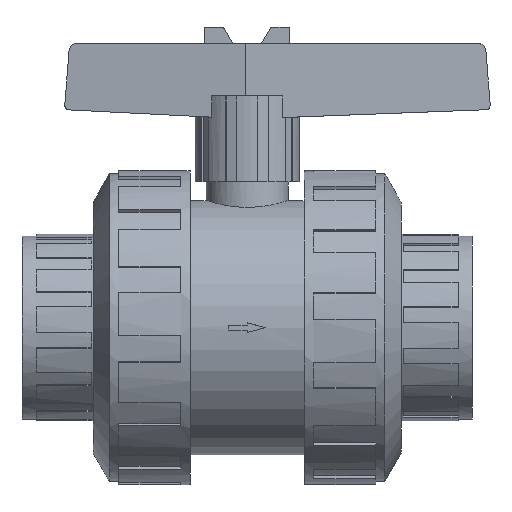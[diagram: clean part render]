
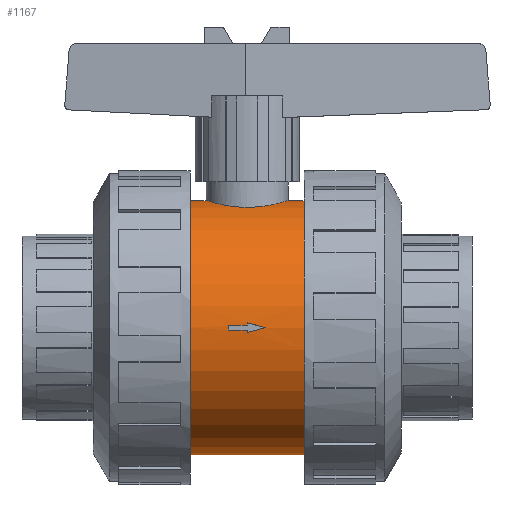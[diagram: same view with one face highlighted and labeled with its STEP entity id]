
A CAD part, front view. The second image highlights one B-rep face of the part: STEP entity #1167.
In plain terms, the highlighted cylindrical face has radius 34.02 mm (diameter 68.04 mm), a partial arc.
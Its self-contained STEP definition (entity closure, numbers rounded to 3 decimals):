
#1167=ADVANCED_FACE('',(#2353,#2354),#2355,.T.);
#2353=FACE_OUTER_BOUND('',#3542,.T.);
#2354=FACE_BOUND('',#3543,.T.);
#2355=CYLINDRICAL_SURFACE('',#3544,34.02);
#3542=EDGE_LOOP('',(#7194,#7195,#7196,#7197,#7198,#7199,#7200));
#3543=EDGE_LOOP('',(#7201,#7202,#7203,#7204,#7205,#7206,#7207));
#3544=AXIS2_PLACEMENT_3D('',#7208,#7209,#7210);
#7194=ORIENTED_EDGE('',*,*,#7292,.T.);
#7195=ORIENTED_EDGE('',*,*,#8718,.T.);
#7196=ORIENTED_EDGE('',*,*,#7295,.T.);
#7197=ORIENTED_EDGE('',*,*,#8719,.T.);
#7198=ORIENTED_EDGE('',*,*,#8720,.T.);
#7199=ORIENTED_EDGE('',*,*,#7294,.T.);
#7200=ORIENTED_EDGE('',*,*,#8721,.T.);
#7201=ORIENTED_EDGE('',*,*,#8702,.T.);
#7202=ORIENTED_EDGE('',*,*,#8691,.T.);
#7203=ORIENTED_EDGE('',*,*,#8680,.T.);
#7204=ORIENTED_EDGE('',*,*,#8667,.T.);
#7205=ORIENTED_EDGE('',*,*,#8672,.T.);
#7206=ORIENTED_EDGE('',*,*,#8684,.T.);
#7207=ORIENTED_EDGE('',*,*,#8695,.T.);
#7208=CARTESIAN_POINT('',(0.0,0.0,0.0));
#7209=DIRECTION('',(1.0,0.0,0.0));
#7210=DIRECTION('',(0.0,0.0,-1.0));
#7292=EDGE_CURVE('',#8774,#8775,#8776,.T.);
#7294=EDGE_CURVE('',#8754,#8777,#8779,.T.);
#7295=EDGE_CURVE('',#8780,#8751,#8781,.T.);
#8667=EDGE_CURVE('',#10819,#10820,#10821,.T.);
#8672=EDGE_CURVE('',#10820,#10828,#10829,.T.);
#8680=EDGE_CURVE('',#10840,#10819,#10841,.T.);
#8684=EDGE_CURVE('',#10828,#10846,#10847,.T.);
#8691=EDGE_CURVE('',#10856,#10840,#10857,.T.);
#8695=EDGE_CURVE('',#10846,#10862,#10863,.T.);
#8702=EDGE_CURVE('',#10862,#10856,#10872,.T.);
#8718=EDGE_CURVE('',#8775,#8780,#10891,.T.);
#8719=EDGE_CURVE('',#8751,#10892,#10893,.T.);
#8720=EDGE_CURVE('',#10892,#8754,#10894,.T.);
#8721=EDGE_CURVE('',#8777,#8774,#10895,.T.);
#8751=VERTEX_POINT('',#10929);
#8754=VERTEX_POINT('',#10933);
#8774=VERTEX_POINT('',#10989);
#8775=VERTEX_POINT('',#10990);
#8776=LINE('',#10991,#10992);
#8777=VERTEX_POINT('',#10993);
#8779=LINE('',#10995,#10996);
#8780=VERTEX_POINT('',#10997);
#8781=LINE('',#10998,#10999);
#10819=VERTEX_POINT('',#13711);
#10820=VERTEX_POINT('',#13712);
#10821=LINE('',#13713,#13714);
#10828=VERTEX_POINT('',#13724);
#10829=CIRCLE('',#13725,34.02);
#10840=VERTEX_POINT('',#13741);
#10841=CIRCLE('',#13742,34.02);
#10846=VERTEX_POINT('',#13749);
#10847=ELLIPSE('',#13750,133.608,34.02);
#10856=VERTEX_POINT('',#13763);
#10857=LINE('',#13764,#13765);
#10862=VERTEX_POINT('',#13772);
#10863=ELLIPSE('',#13773,133.608,34.02);
#10872=CIRCLE('',#13786,34.02);
#10891=CIRCLE('',#13813,34.02);
#10892=VERTEX_POINT('',#13814);
#10893=B_SPLINE_CURVE_WITH_KNOTS('',3,(#13815,#13816,#13817,#13818,#13819,#13820,#13821,#13822,#13823,#13824,#13825,#13826,#13827,#13828,#13829,#13830,#13831,#13832),.UNSPECIFIED.,.F.,.F.,(4,2,2,2,2,2,2,2,4),(50.068,52.154,54.239,56.325,58.411,60.497,62.584,64.671,66.757),.UNSPECIFIED.);
#10894=B_SPLINE_CURVE_WITH_KNOTS('',3,(#13833,#13834,#13835,#13836,#13837,#13838,#13839,#13840,#13841,#13842,#13843,#13844,#13845,#13846,#13847,#13848,#13849,#13850),.UNSPECIFIED.,.F.,.F.,(4,2,2,2,2,2,2,2,4),(0.0,2.087,4.173,6.26,8.346,10.432,12.518,14.604,16.689),.UNSPECIFIED.);
#10895=CIRCLE('',#13851,34.02);
#10929=CARTESIAN_POINT('',(10.99,0.,34.02));
#10933=CARTESIAN_POINT('',(-10.99,0.,34.02));
#10989=CARTESIAN_POINT('',(-15.231,0.,-34.02));
#10990=CARTESIAN_POINT('',(15.231,0.,-34.02));
#10991=CARTESIAN_POINT('',(0.0,0.,-34.02));
#10992=VECTOR('',#13900,1.0);
#10993=CARTESIAN_POINT('',(-15.231,0.,34.02));
#10995=CARTESIAN_POINT('',(0.0,0.,34.02));
#10996=VECTOR('',#13904,1.0);
#10997=CARTESIAN_POINT('',(15.231,0.,34.02));
#10998=CARTESIAN_POINT('',(0.0,0.,34.02));
#10999=VECTOR('',#13905,1.0);
#13711=CARTESIAN_POINT('',(-4.919,-34.014,0.648));
#13712=CARTESIAN_POINT('',(0.0,-34.014,0.648));
#13713=CARTESIAN_POINT('',(-2.46,-34.014,0.648));
#13714=VECTOR('',#15594,1.0);
#13724=CARTESIAN_POINT('',(0.0,-33.995,1.295));
#13725=AXIS2_PLACEMENT_3D('',#15598,#15599,#15600);
#13741=CARTESIAN_POINT('',(-4.919,-34.014,-0.648));
#13742=AXIS2_PLACEMENT_3D('',#15606,#15607,#15608);
#13749=CARTESIAN_POINT('',(4.919,-34.02,0.0));
#13750=AXIS2_PLACEMENT_3D('',#15611,#15612,#15613);
#13763=CARTESIAN_POINT('',(0.0,-34.014,-0.648));
#13764=CARTESIAN_POINT('',(-2.46,-34.014,-0.648));
#13765=VECTOR('',#15618,1.0);
#13772=CARTESIAN_POINT('',(0.0,-33.995,-1.295));
#13773=AXIS2_PLACEMENT_3D('',#15621,#15622,#15623);
#13786=AXIS2_PLACEMENT_3D('',#15628,#15629,#15630);
#13813=AXIS2_PLACEMENT_3D('',#15639,#15640,#15641);
#13814=CARTESIAN_POINT('',(0.0,-10.99,32.196));
#13815=CARTESIAN_POINT('',(10.99,0.,34.02));
#13816=CARTESIAN_POINT('',(10.99,-0.695,34.02));
#13817=CARTESIAN_POINT('',(10.923,-1.413,33.998));
#13818=CARTESIAN_POINT('',(10.642,-2.837,33.909));
#13819=CARTESIAN_POINT('',(10.429,-3.543,33.842));
#13820=CARTESIAN_POINT('',(9.867,-4.896,33.673));
#13821=CARTESIAN_POINT('',(9.517,-5.543,33.571));
#13822=CARTESIAN_POINT('',(8.712,-6.738,33.352));
#13823=CARTESIAN_POINT('',(8.256,-7.286,33.234));
#13824=CARTESIAN_POINT('',(7.286,-8.256,33.007));
#13825=CARTESIAN_POINT('',(6.738,-8.712,32.888));
#13826=CARTESIAN_POINT('',(5.543,-9.517,32.664));
#13827=CARTESIAN_POINT('',(4.896,-9.867,32.559));
#13828=CARTESIAN_POINT('',(3.543,-10.429,32.383));
#13829=CARTESIAN_POINT('',(2.837,-10.642,32.313));
#13830=CARTESIAN_POINT('',(1.413,-10.923,32.219));
#13831=CARTESIAN_POINT('',(0.696,-10.99,32.196));
#13832=CARTESIAN_POINT('',(0.0,-10.99,32.196));
#13833=CARTESIAN_POINT('',(0.0,-10.99,32.196));
#13834=CARTESIAN_POINT('',(-0.696,-10.99,32.196));
#13835=CARTESIAN_POINT('',(-1.413,-10.923,32.219));
#13836=CARTESIAN_POINT('',(-2.837,-10.642,32.313));
#13837=CARTESIAN_POINT('',(-3.543,-10.429,32.383));
#13838=CARTESIAN_POINT('',(-4.896,-9.867,32.559));
#13839=CARTESIAN_POINT('',(-5.543,-9.517,32.664));
#13840=CARTESIAN_POINT('',(-6.738,-8.712,32.888));
#13841=CARTESIAN_POINT('',(-7.286,-8.256,33.007));
#13842=CARTESIAN_POINT('',(-8.256,-7.286,33.234));
#13843=CARTESIAN_POINT('',(-8.712,-6.738,33.352));
#13844=CARTESIAN_POINT('',(-9.517,-5.543,33.571));
#13845=CARTESIAN_POINT('',(-9.867,-4.896,33.673));
#13846=CARTESIAN_POINT('',(-10.429,-3.543,33.842));
#13847=CARTESIAN_POINT('',(-10.642,-2.837,33.909));
#13848=CARTESIAN_POINT('',(-10.923,-1.413,33.998));
#13849=CARTESIAN_POINT('',(-10.99,-0.695,34.02));
#13850=CARTESIAN_POINT('',(-10.99,0.,34.02));
#13851=AXIS2_PLACEMENT_3D('',#15642,#15643,#15644);
#13900=DIRECTION('',(1.0,0.0,0.0));
#13904=DIRECTION('',(-1.0,-0.0,-0.0));
#13905=DIRECTION('',(-1.0,-0.0,-0.0));
#15594=DIRECTION('',(1.0,0.0,0.0));
#15598=CARTESIAN_POINT('',(0.0,0.0,0.0));
#15599=DIRECTION('',(-1.0,0.0,0.0));
#15600=DIRECTION('',(0.0,0.0,-1.0));
#15606=CARTESIAN_POINT('',(-4.919,0.0,0.0));
#15607=DIRECTION('',(-1.0,0.0,0.0));
#15608=DIRECTION('',(0.0,0.0,-1.0));
#15611=CARTESIAN_POINT('',(4.919,0.0,0.0));
#15612=DIRECTION('',(0.255,-0.0,0.967));
#15613=DIRECTION('',(0.967,0.0,-0.255));
#15618=DIRECTION('',(-1.0,-0.0,-0.0));
#15621=CARTESIAN_POINT('',(4.919,0.0,0.0));
#15622=DIRECTION('',(0.255,0.0,-0.967));
#15623=DIRECTION('',(-0.967,0.0,-0.255));
#15628=CARTESIAN_POINT('',(0.0,0.0,0.0));
#15629=DIRECTION('',(-1.0,0.0,0.0));
#15630=DIRECTION('',(0.0,0.0,-1.0));
#15639=CARTESIAN_POINT('',(15.231,0.0,0.0));
#15640=DIRECTION('',(-1.0,0.0,0.0));
#15641=DIRECTION('',(0.0,0.0,-1.0));
#15642=CARTESIAN_POINT('',(-15.231,0.0,0.0));
#15643=DIRECTION('',(1.0,0.0,0.0));
#15644=DIRECTION('',(0.0,0.0,-1.0));
